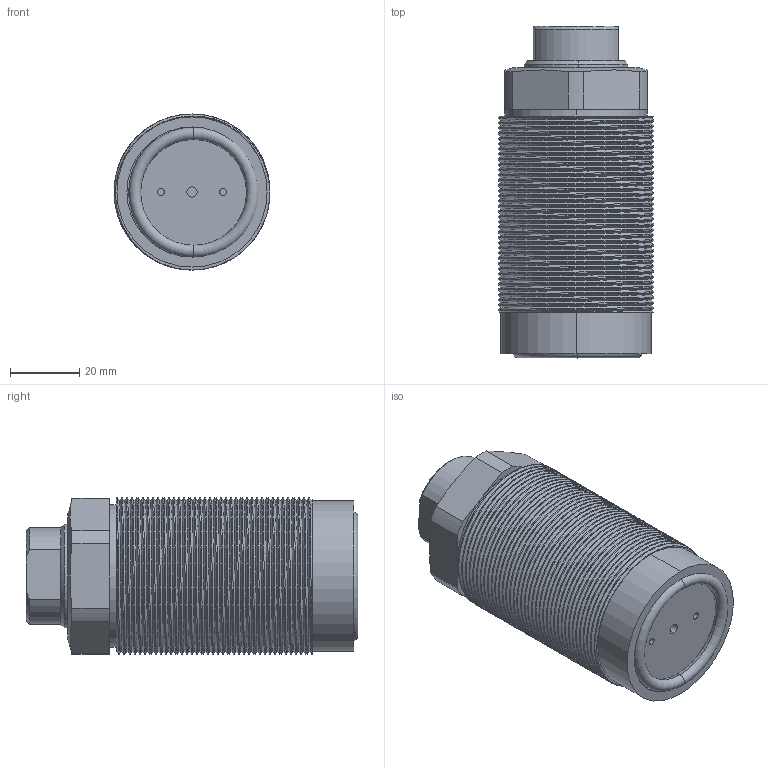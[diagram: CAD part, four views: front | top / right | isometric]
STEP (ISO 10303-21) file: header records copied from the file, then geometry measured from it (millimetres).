
FILE_DESCRIPTION (( 'STEP AP214' ), '1' );
FILE_NAME ('CTC-K045AL.STEP', '2018-10-31T07:05:15', ( '' ), ( '' ), 'SwSTEP 2.0', 'SolidWorks 2016', '' );
FILE_SCHEMA (( 'AUTOMOTIVE_DESIGN' ));
Length unit declared in the file: millimetre
Products named in the file (4): CTC-K045AL(HSG); CTC-K045RL(BT); CTC-K045AL; CTC-K045(O)
Assembly tree (3 placements, depth 2):
  CTC-K045AL
    CTC-K045RL(BT)
    CTC-K045AL(HSG)
    CTC-K045(O)
Bounding box: 44.96 x 95.68 x 45 mm (x, y, z)
Volume: 107288.4 mm3; surface area: 41646.1 mm2
Topology: 3 solids, 3 shells, 151 faces, 403 edges, 261 vertices
Faces by surface type: cylinder 109, plane 27, cone 9, torus 4, bspline 2
Entity records: 9512 total; most frequent: CARTESIAN_POINT 5985, ORIENTED_EDGE 802, DIRECTION 632, EDGE_CURVE 401, VERTEX_POINT 261, AXIS2_PLACEMENT_3D 245, EDGE_LOOP 164, ADVANCED_FACE 151
